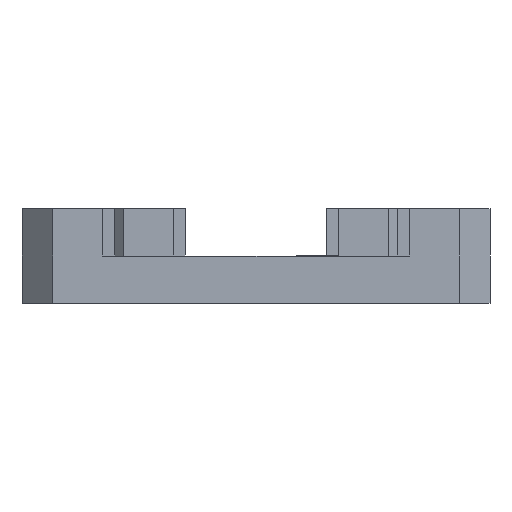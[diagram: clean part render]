
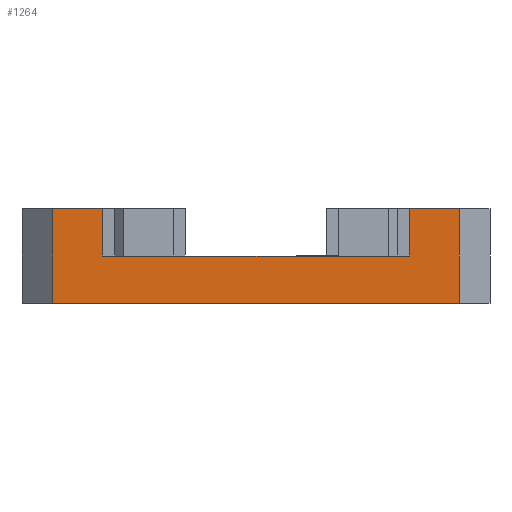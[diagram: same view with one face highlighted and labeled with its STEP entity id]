
A CAD part, left-side view. The second image highlights one B-rep face of the part: STEP entity #1264.
In plain terms, the highlighted planar face has unit normal (-1, 0, 0).
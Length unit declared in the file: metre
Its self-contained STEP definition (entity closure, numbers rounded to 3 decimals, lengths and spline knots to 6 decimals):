
#315=ORIENTED_EDGE('',*,*,#509,.F.);
#316=ORIENTED_EDGE('',*,*,#546,.T.);
#317=ORIENTED_EDGE('',*,*,#547,.T.);
#318=ORIENTED_EDGE('',*,*,#548,.T.);
#319=ORIENTED_EDGE('',*,*,#484,.F.);
#320=ORIENTED_EDGE('',*,*,#483,.F.);
#321=ORIENTED_EDGE('',*,*,#537,.F.);
#322=ORIENTED_EDGE('',*,*,#526,.F.);
#483=EDGE_CURVE('',#633,#631,#779,.T.);
#484=EDGE_CURVE('',#631,#634,#780,.T.);
#509=EDGE_CURVE('',#657,#658,#803,.T.);
#526=EDGE_CURVE('',#658,#666,#819,.T.);
#537=EDGE_CURVE('',#666,#633,#830,.T.);
#546=EDGE_CURVE('',#657,#678,#839,.T.);
#547=EDGE_CURVE('',#678,#679,#840,.T.);
#548=EDGE_CURVE('',#679,#634,#841,.T.);
#631=VERTEX_POINT('',#1884);
#633=VERTEX_POINT('',#1888);
#634=VERTEX_POINT('',#1892);
#657=VERTEX_POINT('',#1940);
#658=VERTEX_POINT('',#1942);
#666=VERTEX_POINT('',#1974);
#678=VERTEX_POINT('',#2013);
#679=VERTEX_POINT('',#2015);
#779=LINE('',#1889,#951);
#780=LINE('',#1891,#952);
#803=LINE('',#1941,#975);
#819=LINE('',#1973,#991);
#830=LINE('',#1994,#1002);
#839=LINE('',#2012,#1011);
#840=LINE('',#2014,#1012);
#841=LINE('',#2016,#1013);
#951=VECTOR('',#1544,1.);
#952=VECTOR('',#1547,1.);
#975=VECTOR('',#1576,1.);
#991=VECTOR('',#1608,1.);
#1002=VECTOR('',#1625,1.);
#1011=VECTOR('',#1642,1.);
#1012=VECTOR('',#1643,1.);
#1013=VECTOR('',#1644,1.);
#1080=EDGE_LOOP('',(#315,#316,#317,#318,#319,#320,#321,#322));
#1144=FACE_BOUND('',#1080,.T.);
#1203=PLANE('',#1358);
#1264=ADVANCED_FACE('',(#1144),#1203,.T.);
#1358=AXIS2_PLACEMENT_3D('',#2011,#1640,#1641);
#1544=DIRECTION('',(0.,0.,-1.));
#1547=DIRECTION('',(0.,1.,0.));
#1576=DIRECTION('',(0.,-1.,0.));
#1608=DIRECTION('',(0.,0.,1.));
#1625=DIRECTION('',(0.,-1.,0.));
#1640=DIRECTION('',(-1.,0.,0.));
#1641=DIRECTION('',(0.,1.,0.));
#1642=DIRECTION('',(0.,0.,1.));
#1643=DIRECTION('',(0.,1.,0.));
#1644=DIRECTION('',(0.,0.,-1.));
#1884=CARTESIAN_POINT('',(0.2162,0.32745,0.0658));
#1888=CARTESIAN_POINT('',(0.2162,0.32745,0.0698));
#1889=CARTESIAN_POINT('',(0.2162,0.32745,0.07735));
#1891=CARTESIAN_POINT('',(0.2162,0.328925,0.0658));
#1892=CARTESIAN_POINT('',(0.2162,0.3447,0.0658));
#1940=CARTESIAN_POINT('',(0.2162,0.342575,0.0678));
#1941=CARTESIAN_POINT('',(0.2162,0.333075,0.0678));
#1942=CARTESIAN_POINT('',(0.2162,0.329575,0.0678));
#1973=CARTESIAN_POINT('',(0.2162,0.329575,0.0698));
#1974=CARTESIAN_POINT('',(0.2162,0.329575,0.0698));
#1994=CARTESIAN_POINT('',(0.2162,0.3406,0.0698));
#2011=CARTESIAN_POINT('',(0.2162,0.32555,0.07735));
#2012=CARTESIAN_POINT('',(0.2162,0.342575,0.0698));
#2013=CARTESIAN_POINT('',(0.2162,0.342575,0.0698));
#2014=CARTESIAN_POINT('',(0.2162,0.33155,0.0698));
#2015=CARTESIAN_POINT('',(0.2162,0.3447,0.0698));
#2016=CARTESIAN_POINT('',(0.2162,0.3447,0.07735));
